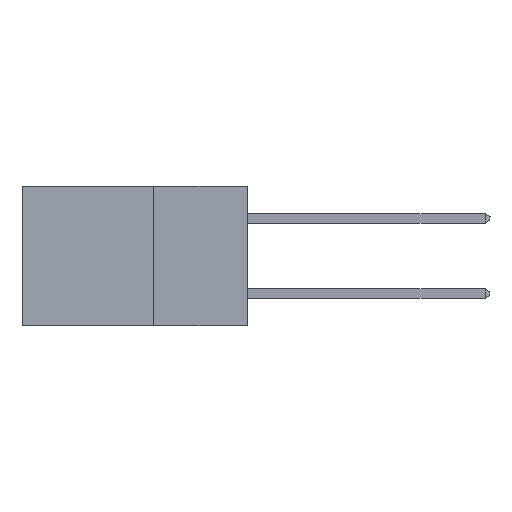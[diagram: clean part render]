
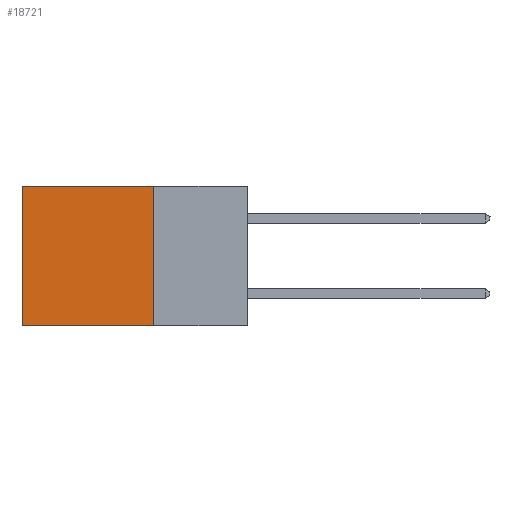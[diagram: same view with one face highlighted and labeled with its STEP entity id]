
A CAD part, left-side view. The second image highlights one B-rep face of the part: STEP entity #18721.
In plain terms, the highlighted planar face has unit normal (-1, 0, 0).
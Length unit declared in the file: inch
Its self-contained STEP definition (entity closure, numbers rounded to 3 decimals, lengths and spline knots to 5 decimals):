
#635 = PLANE ( 'NONE',  #16397 ) ;
#1382 = VERTEX_POINT ( 'NONE', #3586 ) ;
#1397 = CARTESIAN_POINT ( 'NONE',  ( 0.298, 0.6, 0. ) ) ;
#1515 = ORIENTED_EDGE ( 'NONE', *, *, #14473, .F. ) ;
#2308 = DIRECTION ( 'NONE',  ( 1., 0., 0. ) ) ;
#2496 = LINE ( 'NONE', #5509, #14953 ) ;
#3586 = CARTESIAN_POINT ( 'NONE',  ( 0.298, 0.25, -0.37 ) ) ;
#3616 = EDGE_CURVE ( 'NONE', #5942, #10840, #6796, .T. ) ;
#3644 = ORIENTED_EDGE ( 'NONE', *, *, #7437, .T. ) ;
#3841 = DIRECTION ( 'NONE',  ( 0., 1., 0. ) ) ;
#4038 = LINE ( 'NONE', #13474, #12574 ) ;
#5509 = CARTESIAN_POINT ( 'NONE',  ( 0.298, 0.25, 0. ) ) ;
#5942 = VERTEX_POINT ( 'NONE', #1397 ) ;
#6796 = LINE ( 'NONE', #19313, #10573 ) ;
#6907 = ORIENTED_EDGE ( 'NONE', *, *, #13225, .F. ) ;
#7437 = EDGE_CURVE ( 'NONE', #20324, #5942, #2496, .T. ) ;
#7995 = DIRECTION ( 'NONE',  ( 0., 0., -1. ) ) ;
#9240 = FACE_OUTER_BOUND ( 'NONE', #9313, .T. ) ;
#9313 = EDGE_LOOP ( 'NONE', ( #14119, #1515, #6907, #3644 ) ) ;
#10573 = VECTOR ( 'NONE', #7995, 39.37008 ) ;
#10840 = VERTEX_POINT ( 'NONE', #15833 ) ;
#11558 = CARTESIAN_POINT ( 'NONE',  ( 0.298, 0.25, 0. ) ) ;
#11984 = CARTESIAN_POINT ( 'NONE',  ( 0.298, 0.25, 0. ) ) ;
#12574 = VECTOR ( 'NONE', #3841, 39.37008 ) ;
#13225 = EDGE_CURVE ( 'NONE', #20324, #1382, #17520, .T. ) ;
#13474 = CARTESIAN_POINT ( 'NONE',  ( 0.298, 0.25, -0.37 ) ) ;
#13653 = DIRECTION ( 'NONE',  ( 0., 0., -1. ) ) ;
#14119 = ORIENTED_EDGE ( 'NONE', *, *, #3616, .T. ) ;
#14473 = EDGE_CURVE ( 'NONE', #1382, #10840, #4038, .T. ) ;
#14607 = CARTESIAN_POINT ( 'NONE',  ( 0.298, 0.25, 0. ) ) ;
#14953 = VECTOR ( 'NONE', #16870, 39.37008 ) ;
#15833 = CARTESIAN_POINT ( 'NONE',  ( 0.298, 0.6, -0.37 ) ) ;
#16397 = AXIS2_PLACEMENT_3D ( 'NONE', #11984, #2308, #13653 ) ;
#16519 = DIRECTION ( 'NONE',  ( 0., 0., -1. ) ) ;
#16870 = DIRECTION ( 'NONE',  ( 0., 1., 0. ) ) ;
#17520 = LINE ( 'NONE', #11558, #20224 ) ;
#18721 = ADVANCED_FACE ( 'NONE', ( #9240 ), #635, .F. ) ;
#19313 = CARTESIAN_POINT ( 'NONE',  ( 0.298, 0.6, 0. ) ) ;
#20224 = VECTOR ( 'NONE', #16519, 39.37008 ) ;
#20324 = VERTEX_POINT ( 'NONE', #14607 ) ;
